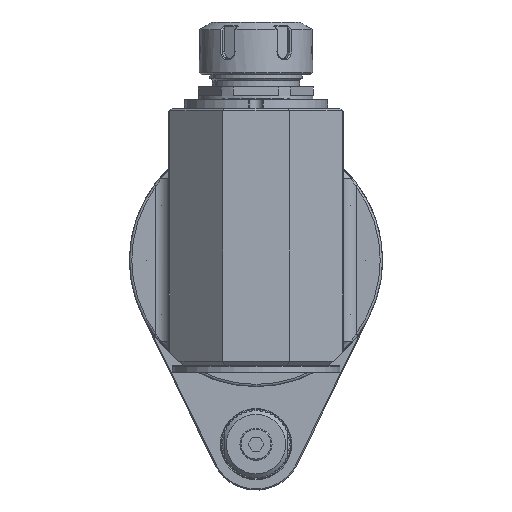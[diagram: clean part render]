
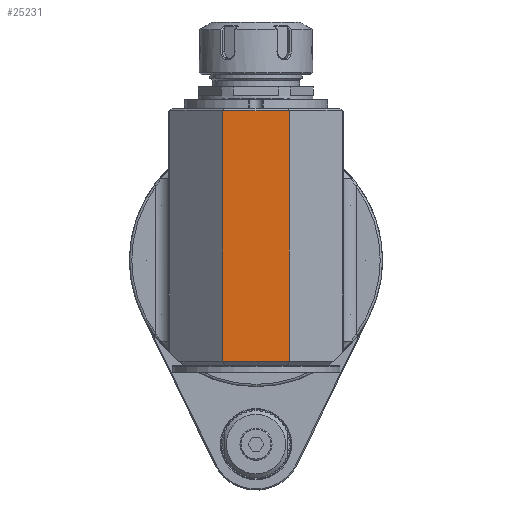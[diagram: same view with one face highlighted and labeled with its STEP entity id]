
A CAD part, front view. The second image highlights one B-rep face of the part: STEP entity #25231.
In plain terms, the highlighted planar face has unit normal (0, -1, 0).
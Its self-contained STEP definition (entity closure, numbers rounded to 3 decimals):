
#1574=LINE('',#38650,#3659);
#1576=LINE('',#38654,#3661);
#1577=LINE('',#38656,#3662);
#1578=LINE('',#38657,#3663);
#3659=VECTOR('',#29790,29.);
#3661=VECTOR('',#29794,109.);
#3662=VECTOR('',#29795,29.);
#3663=VECTOR('',#29796,109.);
#6174=FACE_OUTER_BOUND('',#7704,.T.);
#7704=EDGE_LOOP('',(#17174,#17175,#17176,#17177));
#10344=VERTEX_POINT('',#38645);
#10345=VERTEX_POINT('',#38649);
#10346=VERTEX_POINT('',#38653);
#10347=VERTEX_POINT('',#38655);
#13008=EDGE_CURVE('',#10344,#10345,#1574,.T.);
#13010=EDGE_CURVE('',#10344,#10346,#1576,.T.);
#13011=EDGE_CURVE('',#10347,#10346,#1577,.T.);
#13012=EDGE_CURVE('',#10345,#10347,#1578,.T.);
#17174=ORIENTED_EDGE('',*,*,#13008,.F.);
#17175=ORIENTED_EDGE('',*,*,#13010,.T.);
#17176=ORIENTED_EDGE('',*,*,#13011,.F.);
#17177=ORIENTED_EDGE('',*,*,#13012,.F.);
#24418=PLANE('',#26956);
#25231=ADVANCED_FACE('',(#6174),#24418,.T.);
#26956=AXIS2_PLACEMENT_3D('',#38652,#29792,#29793);
#29790=DIRECTION('',(1.,0.,0.));
#29792=DIRECTION('center_axis',(0.,-1.,0.));
#29793=DIRECTION('ref_axis',(1.,0.,0.));
#29794=DIRECTION('',(0.,0.,-1.));
#29795=DIRECTION('',(-1.,0.,0.));
#29796=DIRECTION('',(0.,0.,-1.));
#38645=CARTESIAN_POINT('',(-14.5,-369.5,65.));
#38649=CARTESIAN_POINT('',(14.5,-369.5,65.));
#38650=CARTESIAN_POINT('',(-14.5,-369.5,65.));
#38652=CARTESIAN_POINT('Origin',(-37.5,-369.5,-46.));
#38653=CARTESIAN_POINT('',(-14.5,-369.5,-44.));
#38654=CARTESIAN_POINT('',(-14.5,-369.5,65.));
#38655=CARTESIAN_POINT('',(14.5,-369.5,-44.));
#38656=CARTESIAN_POINT('',(14.5,-369.5,-44.));
#38657=CARTESIAN_POINT('',(14.5,-369.5,65.));
